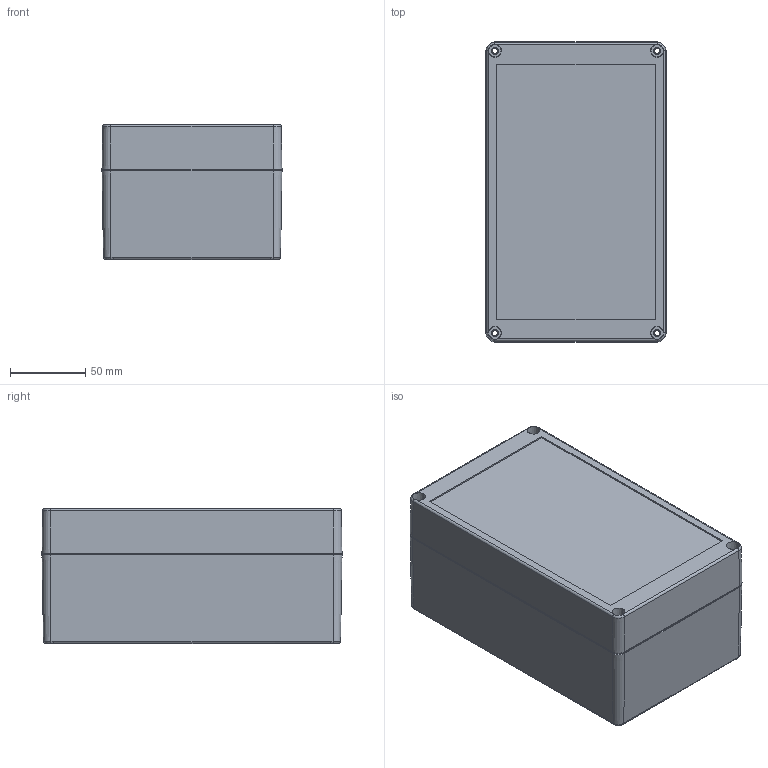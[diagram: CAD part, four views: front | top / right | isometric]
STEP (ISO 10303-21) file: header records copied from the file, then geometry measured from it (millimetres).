
FILE_DESCRIPTION (( 'STEP AP214' ), '1' );
FILE_NAME ('G2111.STEP', '2009-09-09T02:22:31', ( 'NEF User' ), ( 'NEF User' ), 'SwSTEP 2.0', 'SolidWorks 2009', '' );
FILE_SCHEMA (( 'AUTOMOTIVE_DESIGN' ));
Length unit declared in the file: millimetre
Products named in the file (1): G2111
Bounding box: 120 x 200 x 90 mm (x, y, z)
Volume: 358196.3 mm3; surface area: 225574.2 mm2
Topology: 2 solids, 2 shells, 519 faces, 1300 edges, 826 vertices
Faces by surface type: cone 188, plane 179, cylinder 136, bspline 8, torus 8
Entity records: 16533 total; most frequent: CARTESIAN_POINT 3844, DIRECTION 2780, ORIENTED_EDGE 2564, EDGE_CURVE 1282, AXIS2_PLACEMENT_3D 1114, VERTEX_POINT 826, EDGE_LOOP 602, CIRCLE 602
